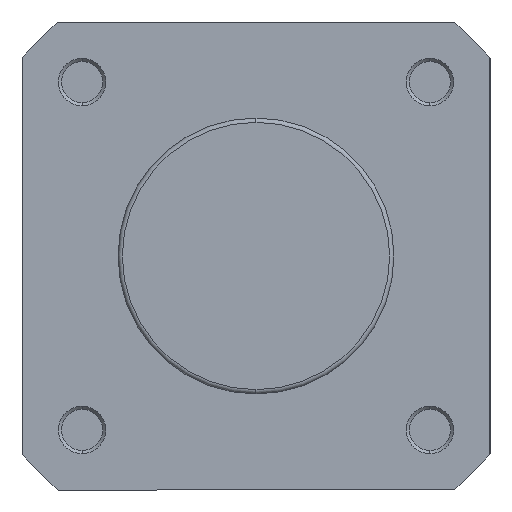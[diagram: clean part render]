
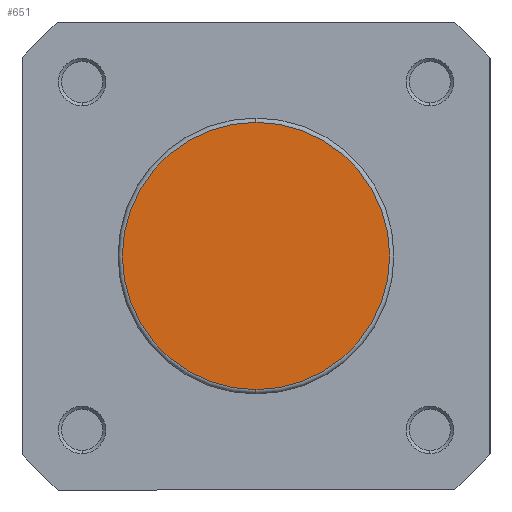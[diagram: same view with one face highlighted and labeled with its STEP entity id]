
A CAD part, left-side view. The second image highlights one B-rep face of the part: STEP entity #651.
In plain terms, the highlighted planar face has unit normal (-1, 0, 0).
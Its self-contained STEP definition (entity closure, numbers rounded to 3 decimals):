
#143 = VERTEX_POINT ( 'NONE', #296 ) ;
#154 = VERTEX_POINT ( 'NONE', #201 ) ;
#201 = CARTESIAN_POINT ( 'NONE',  ( 0., 0., -21.7 ) ) ;
#296 = CARTESIAN_POINT ( 'NONE',  ( 0., 0., 21.7 ) ) ;
#651 = ADVANCED_FACE ( 'NONE', ( #4517 ), #852, .F. ) ;
#851 = CARTESIAN_POINT ( 'NONE',  ( 0., 22.4, 0. ) ) ;
#852 = PLANE ( 'NONE',  #3030 ) ;
#854 = DIRECTION ( 'NONE',  ( 1., 0., 0. ) ) ;
#855 = DIRECTION ( 'NONE',  ( 0., 0., -1. ) ) ;
#1747 = CARTESIAN_POINT ( 'NONE',  ( 0., 0., 0. ) ) ;
#1748 = DIRECTION ( 'NONE',  ( -1., 0., 0. ) ) ;
#1749 = DIRECTION ( 'NONE',  ( 0., 0., -1. ) ) ;
#2159 = CIRCLE ( 'NONE', #3256, 21.7 ) ;
#2343 = CIRCLE ( 'NONE', #3314, 21.7 ) ;
#2780 = EDGE_CURVE ( 'NONE', #143, #154, #2159, .T. ) ;
#2902 = EDGE_CURVE ( 'NONE', #154, #143, #2343, .T. ) ;
#3030 = AXIS2_PLACEMENT_3D ( 'NONE', #851, #854, #855 ) ;
#3256 = AXIS2_PLACEMENT_3D ( 'NONE', #1747, #1748, #1749 ) ;
#3314 = AXIS2_PLACEMENT_3D ( 'NONE', #5582, #4534, #4535 ) ;
#3494 = EDGE_LOOP ( 'NONE', ( #3997, #3996 ) ) ;
#3996 = ORIENTED_EDGE ( 'NONE', *, *, #2780, .T. ) ;
#3997 = ORIENTED_EDGE ( 'NONE', *, *, #2902, .T. ) ;
#4517 = FACE_OUTER_BOUND ( 'NONE', #3494, .T. ) ;
#4534 = DIRECTION ( 'NONE',  ( -1., 0., 0. ) ) ;
#4535 = DIRECTION ( 'NONE',  ( 0., 0., -1. ) ) ;
#5582 = CARTESIAN_POINT ( 'NONE',  ( 0., 0., 0. ) ) ;
